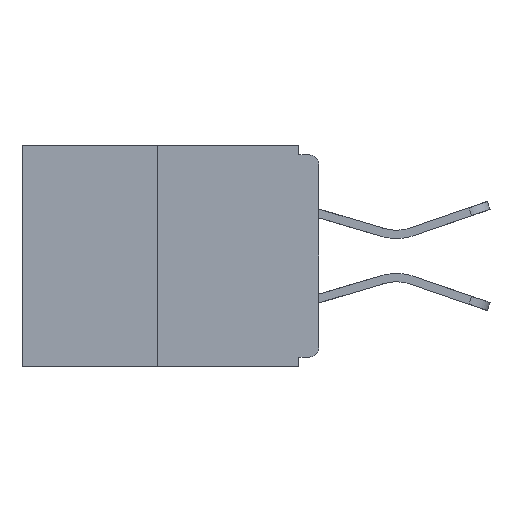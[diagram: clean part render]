
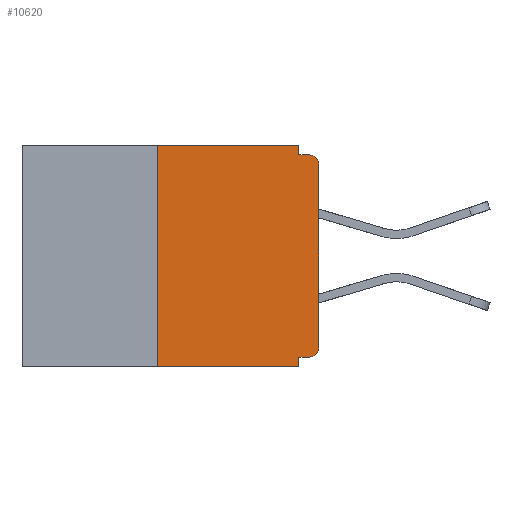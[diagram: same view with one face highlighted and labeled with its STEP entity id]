
A CAD part, left-side view. The second image highlights one B-rep face of the part: STEP entity #10620.
In plain terms, the highlighted planar face has unit normal (-1, 0, 0).
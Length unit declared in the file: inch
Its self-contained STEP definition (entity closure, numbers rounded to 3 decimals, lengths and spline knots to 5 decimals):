
#109 = EDGE_CURVE ( 'NONE', #19209, #19168, #12436, .T. ) ;
#115 = EDGE_CURVE ( 'NONE', #13537, #22097, #8654, .T. ) ;
#121 = DIRECTION ( 'NONE',  ( 0., 0., -1. ) ) ;
#190 = LINE ( 'NONE', #1450, #19498 ) ;
#1431 = VECTOR ( 'NONE', #7034, 39.37008 ) ;
#1450 = CARTESIAN_POINT ( 'NONE',  ( 0., 0.46, 0. ) ) ;
#1816 = CARTESIAN_POINT ( 'NONE',  ( 0., 0., -0.328 ) ) ;
#1911 = EDGE_CURVE ( 'NONE', #12141, #21626, #7032, .T. ) ;
#2281 = DIRECTION ( 'NONE',  ( 0., 0., -1. ) ) ;
#2369 = CARTESIAN_POINT ( 'NONE',  ( 0., 0., 0. ) ) ;
#2470 = VERTEX_POINT ( 'NONE', #13429 ) ;
#2947 = LINE ( 'NONE', #13403, #5920 ) ;
#3066 = EDGE_CURVE ( 'NONE', #6328, #2470, #14836, .T. ) ;
#3865 = CARTESIAN_POINT ( 'NONE',  ( 0., 0.25, -0.343 ) ) ;
#3869 = DIRECTION ( 'NONE',  ( 0., 0., -1. ) ) ;
#3963 = CARTESIAN_POINT ( 'NONE',  ( 0., 0.015, -0.313 ) ) ;
#4129 = EDGE_LOOP ( 'NONE', ( #14550, #17616, #8300, #24155, #19443, #7738, #13443, #23407, #11407, #19260 ) ) ;
#4163 = VECTOR ( 'NONE', #6179, 39.37008 ) ;
#4184 = DIRECTION ( 'NONE',  ( 0., -1., 0. ) ) ;
#4259 = VECTOR ( 'NONE', #3869, 39.37008 ) ;
#4443 = VECTOR ( 'NONE', #10414, 39.37008 ) ;
#4595 = CARTESIAN_POINT ( 'NONE',  ( 0., 0.031, -0.328 ) ) ;
#4678 = CARTESIAN_POINT ( 'NONE',  ( 0., 0.25, 0. ) ) ;
#5434 = VECTOR ( 'NONE', #11229, 39.37008 ) ;
#5607 = VERTEX_POINT ( 'NONE', #15576 ) ;
#5920 = VECTOR ( 'NONE', #4184, 39.37008 ) ;
#6179 = DIRECTION ( 'NONE',  ( 0., -1., 0. ) ) ;
#6293 = EDGE_CURVE ( 'NONE', #19209, #5607, #7122, .T. ) ;
#6328 = VERTEX_POINT ( 'NONE', #22343 ) ;
#6380 = AXIS2_PLACEMENT_3D ( 'NONE', #11530, #7958, #2281 ) ;
#7032 = LINE ( 'NONE', #19985, #1431 ) ;
#7034 = DIRECTION ( 'NONE',  ( 0., 0., 1. ) ) ;
#7122 = CIRCLE ( 'NONE', #7372, 0.015 ) ;
#7131 = EDGE_CURVE ( 'NONE', #19168, #8982, #17271, .T. ) ;
#7372 = AXIS2_PLACEMENT_3D ( 'NONE', #3963, #9304, #16925 ) ;
#7688 = CARTESIAN_POINT ( 'NONE',  ( 0., 0.46, 0. ) ) ;
#7738 = ORIENTED_EDGE ( 'NONE', *, *, #6293, .T. ) ;
#7958 = DIRECTION ( 'NONE',  ( -1., 0., 0. ) ) ;
#8300 = ORIENTED_EDGE ( 'NONE', *, *, #23223, .T. ) ;
#8360 = CARTESIAN_POINT ( 'NONE',  ( 0., 0.015, -0.328 ) ) ;
#8654 = LINE ( 'NONE', #13098, #4259 ) ;
#8982 = VERTEX_POINT ( 'NONE', #18672 ) ;
#9304 = DIRECTION ( 'NONE',  ( -1., 0., 0. ) ) ;
#10081 = EDGE_CURVE ( 'NONE', #21626, #13537, #190, .T. ) ;
#10414 = DIRECTION ( 'NONE',  ( 0., 0., -1. ) ) ;
#10620 = ADVANCED_FACE ( 'NONE', ( #15353 ), #18820, .F. ) ;
#11229 = DIRECTION ( 'NONE',  ( 0., 1., 0. ) ) ;
#11407 = ORIENTED_EDGE ( 'NONE', *, *, #17327, .F. ) ;
#11530 = CARTESIAN_POINT ( 'NONE',  ( 0., 0.015, -0.03 ) ) ;
#12141 = VERTEX_POINT ( 'NONE', #3865 ) ;
#12436 = LINE ( 'NONE', #1816, #5434 ) ;
#12913 = EDGE_CURVE ( 'NONE', #5607, #6328, #17863, .T. ) ;
#13098 = CARTESIAN_POINT ( 'NONE',  ( 0., 0.031, 0. ) ) ;
#13403 = CARTESIAN_POINT ( 'NONE',  ( 0., 0., -0.015 ) ) ;
#13429 = CARTESIAN_POINT ( 'NONE',  ( 0., 0.015, -0.015 ) ) ;
#13443 = ORIENTED_EDGE ( 'NONE', *, *, #12913, .T. ) ;
#13537 = VERTEX_POINT ( 'NONE', #22419 ) ;
#14550 = ORIENTED_EDGE ( 'NONE', *, *, #10081, .F. ) ;
#14836 = CIRCLE ( 'NONE', #6380, 0.015 ) ;
#15044 = AXIS2_PLACEMENT_3D ( 'NONE', #7688, #22603, #121 ) ;
#15353 = FACE_OUTER_BOUND ( 'NONE', #4129, .T. ) ;
#15576 = CARTESIAN_POINT ( 'NONE',  ( 0., 0., -0.313 ) ) ;
#15853 = CARTESIAN_POINT ( 'NONE',  ( 0., 0.031, -0.343 ) ) ;
#16925 = DIRECTION ( 'NONE',  ( 0., 0., -1. ) ) ;
#17271 = LINE ( 'NONE', #15853, #4443 ) ;
#17327 = EDGE_CURVE ( 'NONE', #22097, #2470, #2947, .T. ) ;
#17616 = ORIENTED_EDGE ( 'NONE', *, *, #1911, .F. ) ;
#17863 = LINE ( 'NONE', #2369, #24019 ) ;
#18501 = DIRECTION ( 'NONE',  ( 0., -1., 0. ) ) ;
#18672 = CARTESIAN_POINT ( 'NONE',  ( 0., 0.031, -0.343 ) ) ;
#18820 = PLANE ( 'NONE',  #15044 ) ;
#19168 = VERTEX_POINT ( 'NONE', #4595 ) ;
#19209 = VERTEX_POINT ( 'NONE', #8360 ) ;
#19260 = ORIENTED_EDGE ( 'NONE', *, *, #115, .F. ) ;
#19443 = ORIENTED_EDGE ( 'NONE', *, *, #109, .F. ) ;
#19498 = VECTOR ( 'NONE', #18501, 39.37008 ) ;
#19985 = CARTESIAN_POINT ( 'NONE',  ( 0., 0.25, 0. ) ) ;
#21148 = CARTESIAN_POINT ( 'NONE',  ( 0., 0.031, -0.015 ) ) ;
#21626 = VERTEX_POINT ( 'NONE', #4678 ) ;
#22097 = VERTEX_POINT ( 'NONE', #21148 ) ;
#22262 = LINE ( 'NONE', #22708, #4163 ) ;
#22343 = CARTESIAN_POINT ( 'NONE',  ( 0., 0., -0.03 ) ) ;
#22419 = CARTESIAN_POINT ( 'NONE',  ( 0., 0.031, 0. ) ) ;
#22603 = DIRECTION ( 'NONE',  ( 1., 0., 0. ) ) ;
#22708 = CARTESIAN_POINT ( 'NONE',  ( 0., 0.46, -0.343 ) ) ;
#23019 = DIRECTION ( 'NONE',  ( 0., 0., 1. ) ) ;
#23223 = EDGE_CURVE ( 'NONE', #12141, #8982, #22262, .T. ) ;
#23407 = ORIENTED_EDGE ( 'NONE', *, *, #3066, .T. ) ;
#24019 = VECTOR ( 'NONE', #23019, 39.37008 ) ;
#24155 = ORIENTED_EDGE ( 'NONE', *, *, #7131, .F. ) ;
